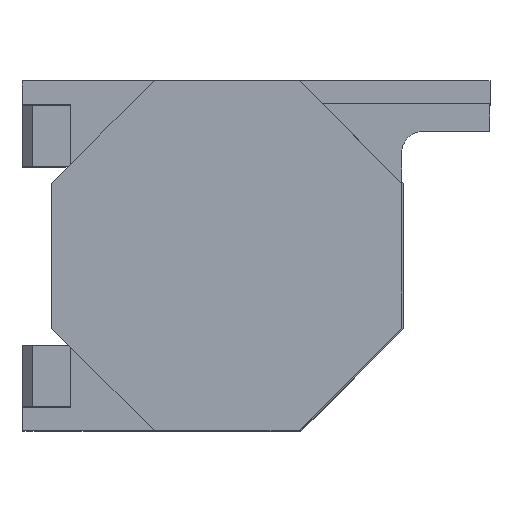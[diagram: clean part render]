
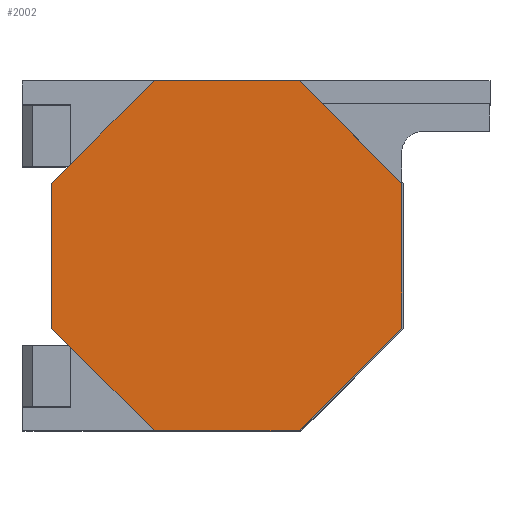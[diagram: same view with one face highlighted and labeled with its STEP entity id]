
A CAD part, top view. The second image highlights one B-rep face of the part: STEP entity #2002.
In plain terms, the highlighted planar face has unit normal (0, 0, 1).
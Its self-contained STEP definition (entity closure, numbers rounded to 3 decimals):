
#104=PLANE('',#2162);
#199=FACE_OUTER_BOUND('',#308,.T.);
#308=EDGE_LOOP('',(#1784,#1785,#1786,#1787,#1788,#1789,#1790,#1791));
#464=LINE('',#3056,#689);
#514=LINE('',#3179,#739);
#519=LINE('',#3187,#744);
#521=LINE('',#3191,#746);
#524=LINE('',#3197,#749);
#527=LINE('',#3202,#752);
#529=LINE('',#3206,#754);
#533=LINE('',#3212,#758);
#689=VECTOR('',#2520,10.);
#739=VECTOR('',#2632,10.);
#744=VECTOR('',#2639,10.);
#746=VECTOR('',#2643,10.);
#749=VECTOR('',#2648,10.);
#752=VECTOR('',#2653,10.);
#754=VECTOR('',#2657,10.);
#758=VECTOR('',#2663,10.);
#933=VERTEX_POINT('',#3053);
#934=VERTEX_POINT('',#3055);
#975=VERTEX_POINT('',#3177);
#976=VERTEX_POINT('',#3178);
#978=VERTEX_POINT('',#3186);
#979=VERTEX_POINT('',#3190);
#981=VERTEX_POINT('',#3196);
#983=VERTEX_POINT('',#3205);
#1174=EDGE_CURVE('',#933,#934,#464,.T.);
#1234=EDGE_CURVE('',#975,#976,#514,.T.);
#1239=EDGE_CURVE('',#976,#978,#519,.T.);
#1241=EDGE_CURVE('',#978,#979,#521,.T.);
#1244=EDGE_CURVE('',#979,#981,#524,.T.);
#1247=EDGE_CURVE('',#981,#933,#527,.T.);
#1249=EDGE_CURVE('',#934,#983,#529,.T.);
#1253=EDGE_CURVE('',#983,#975,#533,.T.);
#1784=ORIENTED_EDGE('',*,*,#1234,.F.);
#1785=ORIENTED_EDGE('',*,*,#1253,.F.);
#1786=ORIENTED_EDGE('',*,*,#1249,.F.);
#1787=ORIENTED_EDGE('',*,*,#1174,.F.);
#1788=ORIENTED_EDGE('',*,*,#1247,.F.);
#1789=ORIENTED_EDGE('',*,*,#1244,.F.);
#1790=ORIENTED_EDGE('',*,*,#1241,.F.);
#1791=ORIENTED_EDGE('',*,*,#1239,.F.);
#2002=ADVANCED_FACE('',(#199),#104,.F.);
#2162=AXIS2_PLACEMENT_3D('',#3214,#2666,#2667);
#2520=DIRECTION('',(-0.707,0.707,0.));
#2632=DIRECTION('',(1.,0.,0.));
#2639=DIRECTION('',(0.707,-0.707,0.));
#2643=DIRECTION('',(0.,-1.,0.));
#2648=DIRECTION('',(-0.707,-0.707,0.));
#2653=DIRECTION('',(-1.,0.,0.));
#2657=DIRECTION('',(0.,1.,0.));
#2663=DIRECTION('',(0.707,0.707,0.));
#2666=DIRECTION('center_axis',(0.,0.,
-1.));
#2667=DIRECTION('ref_axis',(-1.,0.,0.));
#3053=CARTESIAN_POINT('',(-10.801,-25.464,20.066));
#3055=CARTESIAN_POINT('',(-25.718,-10.547,20.066));
#3056=CARTESIAN_POINT('',(-25.718,-10.547,20.066));
#3177=CARTESIAN_POINT('',(-10.801,25.464,20.066));
#3178=CARTESIAN_POINT('',(10.293,25.464,20.066));
#3179=CARTESIAN_POINT('',(10.293,25.464,20.066));
#3186=CARTESIAN_POINT('',(25.209,10.547,20.066));
#3187=CARTESIAN_POINT('',(25.209,10.547,20.066));
#3190=CARTESIAN_POINT('',(25.209,-10.547,20.066));
#3191=CARTESIAN_POINT('',(25.209,-10.547,20.066));
#3196=CARTESIAN_POINT('',(10.293,-25.464,20.066));
#3197=CARTESIAN_POINT('',(10.293,-25.464,20.066));
#3202=CARTESIAN_POINT('',(-10.801,-25.464,20.066));
#3205=CARTESIAN_POINT('',(-25.718,10.547,20.066));
#3206=CARTESIAN_POINT('',(-25.718,10.547,20.066));
#3212=CARTESIAN_POINT('',(-10.801,25.464,20.066));
#3214=CARTESIAN_POINT('Origin',(-0.254,0.,
20.066));
